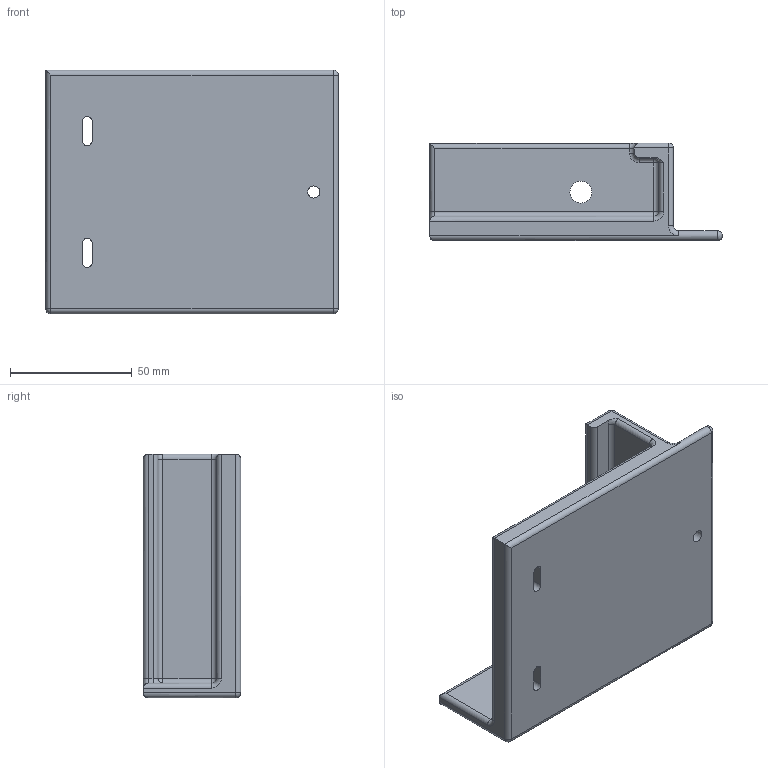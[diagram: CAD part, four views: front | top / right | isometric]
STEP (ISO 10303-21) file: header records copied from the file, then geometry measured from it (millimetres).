
FILE_DESCRIPTION(/* description */ (''),/* implementation_level */ '2;1');
FILE_NAME(/* name */ 'mount-with-hole.stp',/* time_stamp */ '2020-11-03T10:22:02-06:00',/* author */ ('Nicholas'),/* organization */ (''),/* preprocessor_version */ 'ST-DEVELOPER v18',/* originating_system */ 'Autodesk Inventor 2020',/* authorisation */ '');
FILE_SCHEMA (('AUTOMOTIVE_DESIGN { 1 0 10303 214 3 1 1 }'));
Length unit declared in the file: millimetre
Products named in the file (1): mount-with-hole
Bounding box: 120 x 40 x 100 mm (x, y, z)
Volume: 144709.1 mm3; surface area: 41165.7 mm2
Topology: 1 solids, 1 shells, 70 faces, 165 edges, 98 vertices
Faces by surface type: cylinder 34, plane 22, torus 7, sphere 7
Full cylindrical faces by diameter (mm): 5 x1, 9 x1
Entity records: 2055 total; most frequent: DIRECTION 380, CARTESIAN_POINT 342, ORIENTED_EDGE 328, EDGE_CURVE 164, AXIS2_PLACEMENT_3D 146, VERTEX_POINT 98, LINE 88, VECTOR 88
